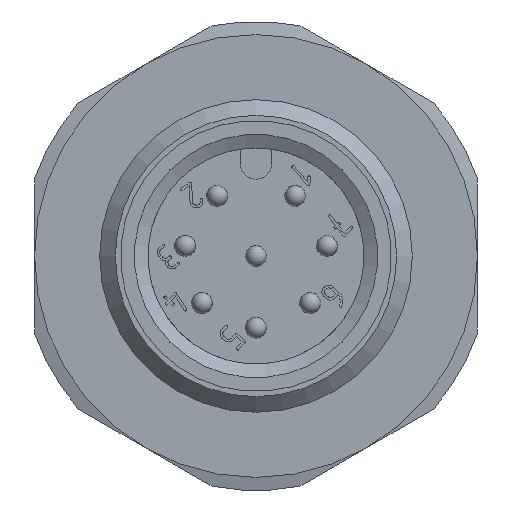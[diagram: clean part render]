
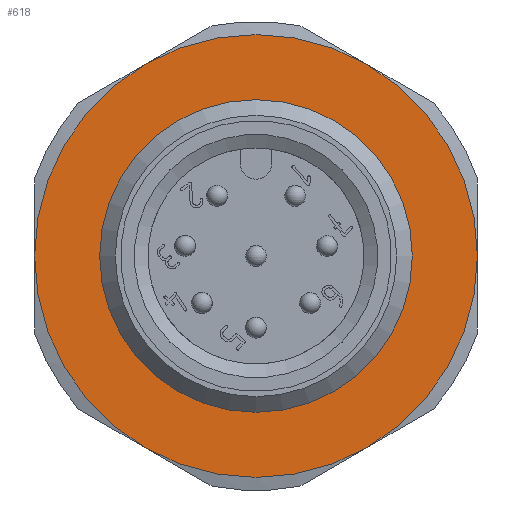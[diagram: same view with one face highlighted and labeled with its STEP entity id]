
A CAD part, left-side view. The second image highlights one B-rep face of the part: STEP entity #618.
In plain terms, the highlighted planar face has unit normal (-1, 0, 0).
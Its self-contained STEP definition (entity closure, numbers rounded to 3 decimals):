
#618=ADVANCED_FACE('',(#800,#801),#743,.T.);
#743=PLANE('',#2238);
#800=FACE_BOUND('',#910,.T.);
#801=FACE_BOUND('',#911,.T.);
#910=EDGE_LOOP('',(#1158,#1159,#1160,#1161,#1162,#1163));
#911=EDGE_LOOP('',(#1164));
#1158=ORIENTED_EDGE('',*,*,#1892,.T.);
#1159=ORIENTED_EDGE('',*,*,#1855,.T.);
#1160=ORIENTED_EDGE('',*,*,#1864,.T.);
#1161=ORIENTED_EDGE('',*,*,#1873,.T.);
#1162=ORIENTED_EDGE('',*,*,#1882,.T.);
#1163=ORIENTED_EDGE('',*,*,#1889,.T.);
#1164=ORIENTED_EDGE('',*,*,#1893,.T.);
#1656=VERTEX_POINT('',#2945);
#1657=VERTEX_POINT('',#2950);
#1662=VERTEX_POINT('',#2979);
#1667=VERTEX_POINT('',#3008);
#1672=VERTEX_POINT('',#3037);
#1677=VERTEX_POINT('',#3057);
#1678=VERTEX_POINT('',#3071);
#1855=EDGE_CURVE('',#1656,#1657,#2125,.T.);
#1864=EDGE_CURVE('',#1657,#1662,#2128,.T.);
#1873=EDGE_CURVE('',#1662,#1667,#2131,.T.);
#1882=EDGE_CURVE('',#1667,#1672,#2134,.T.);
#1889=EDGE_CURVE('',#1672,#1677,#2137,.T.);
#1892=EDGE_CURVE('',#1677,#1656,#2138,.T.);
#1893=EDGE_CURVE('',#1678,#1678,#2139,.T.);
#2125=CIRCLE('',#2210,8.5);
#2128=CIRCLE('',#2216,8.5);
#2131=CIRCLE('',#2222,8.5);
#2134=CIRCLE('',#2228,8.5);
#2137=CIRCLE('',#2233,8.5);
#2138=CIRCLE('',#2236,8.5);
#2139=CIRCLE('',#2237,5.85);
#2210=AXIS2_PLACEMENT_3D('',#2951,#2424,#2425);
#2216=AXIS2_PLACEMENT_3D('',#2980,#2438,#2439);
#2222=AXIS2_PLACEMENT_3D('',#3009,#2452,#2453);
#2228=AXIS2_PLACEMENT_3D('',#3038,#2466,#2467);
#2233=AXIS2_PLACEMENT_3D('',#3058,#2478,#2479);
#2236=AXIS2_PLACEMENT_3D('',#3069,#2484,#2485);
#2237=AXIS2_PLACEMENT_3D('',#3070,#2486,#2487);
#2238=AXIS2_PLACEMENT_3D('',#3072,#2488,#2489);
#2424=DIRECTION('',(-1.,0.,0.));
#2425=DIRECTION('',(0.,0.,1.));
#2438=DIRECTION('',(-1.,0.,0.));
#2439=DIRECTION('',(0.,0.,1.));
#2452=DIRECTION('',(-1.,0.,0.));
#2453=DIRECTION('',(0.,0.,1.));
#2466=DIRECTION('',(-1.,0.,0.));
#2467=DIRECTION('',(0.,0.,1.));
#2478=DIRECTION('',(-1.,0.,0.));
#2479=DIRECTION('',(0.,0.,1.));
#2484=DIRECTION('',(-1.,0.,0.));
#2485=DIRECTION('',(0.,0.,1.));
#2486=DIRECTION('',(1.,0.,0.));
#2487=DIRECTION('',(0.,0.,1.));
#2488=DIRECTION('',(-1.,0.,0.));
#2489=DIRECTION('',(0.,0.,-1.));
#2945=CARTESIAN_POINT('',(10.,4.25,-7.361));
#2950=CARTESIAN_POINT('',(10.,-4.25,-7.361));
#2951=CARTESIAN_POINT('',(10.,0.,0.));
#2979=CARTESIAN_POINT('',(10.,-8.5,0.));
#2980=CARTESIAN_POINT('',(10.,0.,0.));
#3008=CARTESIAN_POINT('',(10.,-4.25,7.361));
#3009=CARTESIAN_POINT('',(10.,0.,0.));
#3037=CARTESIAN_POINT('',(10.,4.25,7.361));
#3038=CARTESIAN_POINT('',(10.,0.,0.));
#3057=CARTESIAN_POINT('',(10.,8.5,0.));
#3058=CARTESIAN_POINT('',(10.,0.,0.));
#3069=CARTESIAN_POINT('',(10.,0.,0.));
#3070=CARTESIAN_POINT('',(10.,0.,0.));
#3071=CARTESIAN_POINT('',(10.,0.,5.85));
#3072=CARTESIAN_POINT('',(10.,0.,0.));
